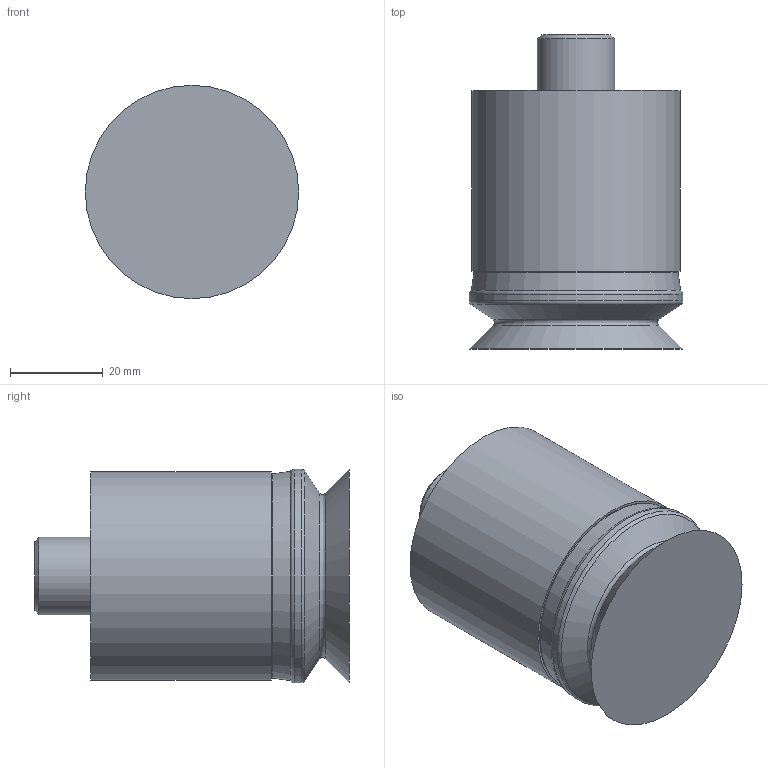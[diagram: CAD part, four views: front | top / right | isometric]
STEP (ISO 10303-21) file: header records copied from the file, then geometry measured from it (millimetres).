
FILE_DESCRIPTION(/* description */ (''),/* implementation_level */ '2;1');
FILE_NAME(/* name */ '3D_vfsc45sb+rac20r3-8mlg45.stp',/* time_stamp */ '2020-03-31T10:05:17+02:00',/* author */ ('lmacia'),/* organization */ (''),/* preprocessor_version */ 'ST-DEVELOPER v17',/* originating_system */ 'Autodesk Inventor 2019',/* authorisation */ '');
FILE_SCHEMA (('AUTOMOTIVE_DESIGN { 1 0 10303 214 3 1 1 }'));
Length unit declared in the file: millimetre
Products named in the file (1): 3D_vfsc45sb+rac20r3-8mlg45
Bounding box: 46 x 67.73 x 46 mm (x, y, z)
Volume: 87024.9 mm3; surface area: 12737 mm2
Topology: 1 solids, 1 shells, 17 faces, 50 edges, 38 vertices
Faces by surface type: plane 5, cylinder 5, cone 4, torus 3
Full cylindrical faces by diameter (mm): 11 x1, 16.662 x1, 44 x1, 45 x1, 46 x1
Entity records: 687 total; most frequent: DIRECTION 127, CARTESIAN_POINT 106, ORIENTED_EDGE 100, AXIS2_PLACEMENT_3D 59, EDGE_CURVE 50, CIRCLE 41, VERTEX_POINT 38, EDGE_LOOP 20
